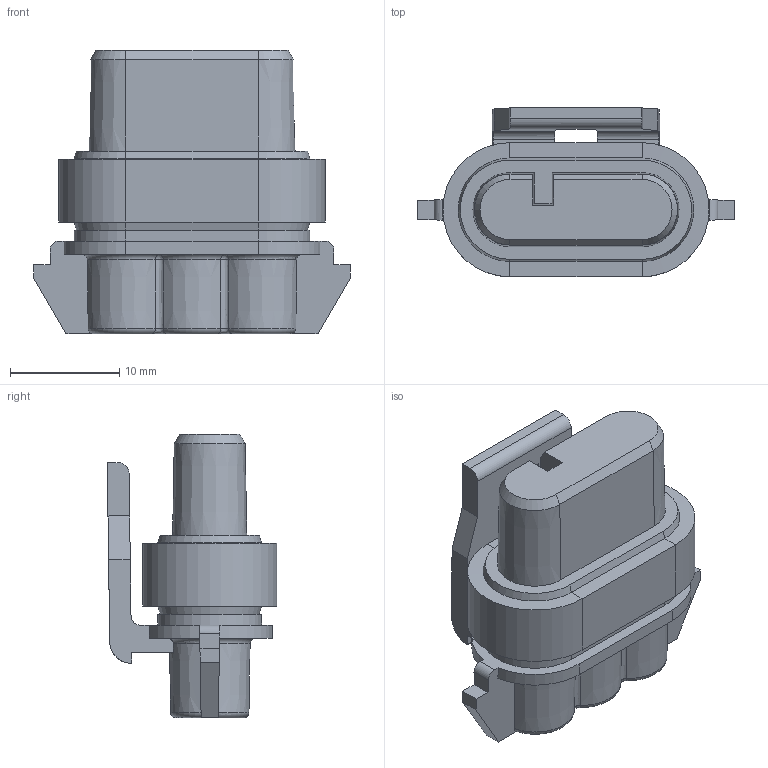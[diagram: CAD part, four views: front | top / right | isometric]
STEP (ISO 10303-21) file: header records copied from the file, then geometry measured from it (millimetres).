
FILE_DESCRIPTION(/* description */ (''),/* implementation_level */ '2;1');
FILE_NAME(/* name */ '15394447-ENV11_01-CONN.stp',/* time_stamp */ '2023-06-16T14:01:17+08:00',/* author */ (''),/* organization */ (''),/* preprocessor_version */ 'ST-DEVELOPER v16',/* originating_system */ 'SIEMENS PLM Software NX 11.0',/* authorisation */ '');
FILE_SCHEMA (('AUTOMOTIVE_DESIGN { 1 0 10303 214 3 1 1 1 }'));
Length unit declared in the file: millimetre
Products named in the file (1): 15394447-ENV11_01-CONN
Bounding box: 29 x 15.53 x 26 mm (x, y, z)
Volume: 4718.1 mm3; surface area: 2695.3 mm2
Topology: 1 solids, 1 shells, 117 faces, 308 edges, 194 vertices
Faces by surface type: plane 62, cone 18, cylinder 15, torus 12, bspline 8, sphere 2
Entity records: 3968 total; most frequent: CARTESIAN_POINT 1086, ORIENTED_EDGE 616, DIRECTION 582, EDGE_CURVE 308, AXIS2_PLACEMENT_3D 202, VERTEX_POINT 194, LINE 178, VECTOR 178
